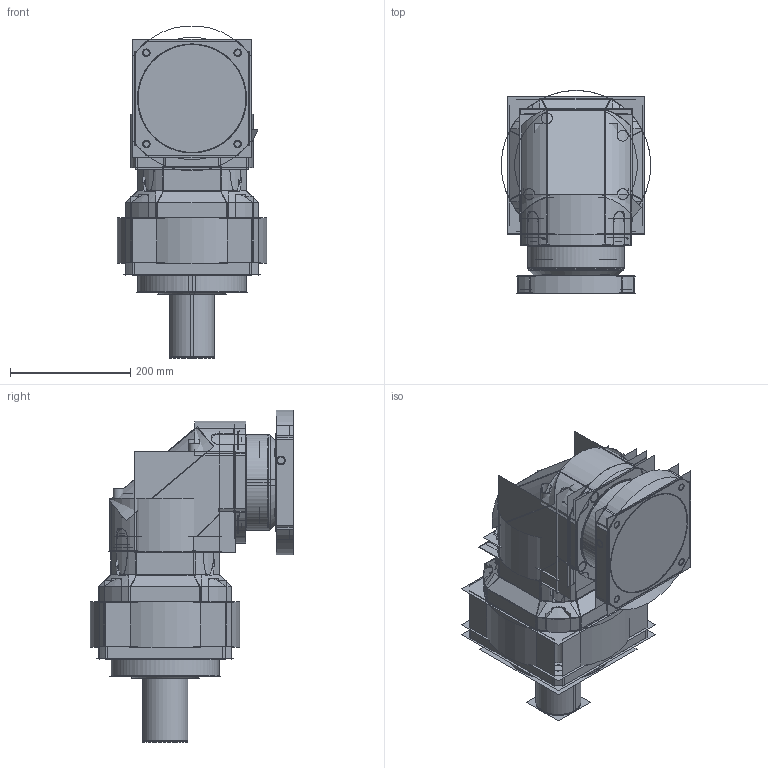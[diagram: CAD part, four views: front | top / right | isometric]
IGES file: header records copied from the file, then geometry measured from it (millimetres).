
Start section:  PTC IGES file: abr2202-p4160301.igs
Global section: file name: abr2202-p4160301.igs; native system: Pro/ENGINEER by Parametric Technology Corporation; preprocessor: 2006170; author: d00280; organization: Unknown; date: 20080304.155341; units: millimetre
Bounding box: 249 x 338.42 x 552.64 mm (x, y, z)
Surface area: 3623636.2 mm2 (no closed solid volume)
Topology: 0 solids, 0 shells, 1506 faces, 19787 edges, 26090 vertices
Faces by surface type: revolution 1090, bspline 416
